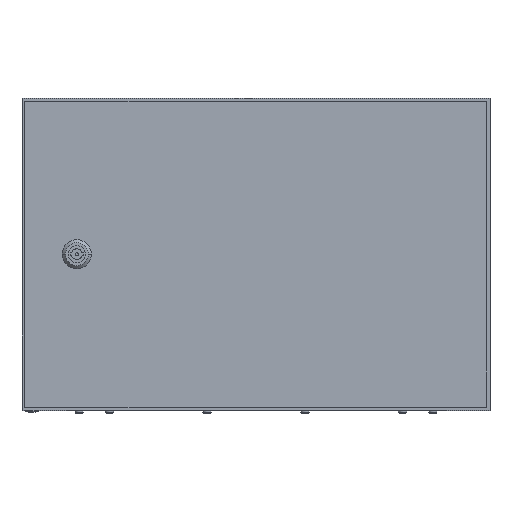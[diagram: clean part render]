
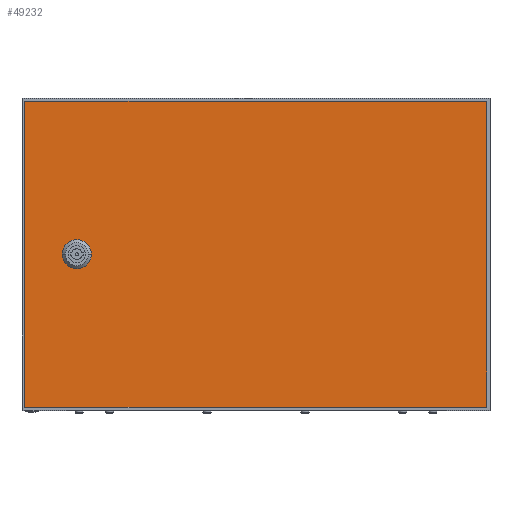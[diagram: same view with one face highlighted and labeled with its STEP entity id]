
A CAD part, top view. The second image highlights one B-rep face of the part: STEP entity #49232.
In plain terms, the highlighted planar face has unit normal (0, 0, 1).
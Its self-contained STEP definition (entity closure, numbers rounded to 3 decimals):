
#100 = LINE ( 'NONE', #18304, #52452 ) ;
#1676 = ORIENTED_EDGE ( 'NONE', *, *, #9791, .T. ) ;
#3722 = EDGE_CURVE ( 'NONE', #26086, #46493, #4428, .T. ) ;
#4093 = ORIENTED_EDGE ( 'NONE', *, *, #15829, .T. ) ;
#4428 = LINE ( 'NONE', #24427, #54234 ) ;
#5500 = CIRCLE ( 'NONE', #17313, 14. ) ;
#5554 = CARTESIAN_POINT ( 'NONE',  ( 66.72, 150., 16.85 ) ) ;
#6145 = DIRECTION ( 'NONE',  ( 1., 0., 0. ) ) ;
#9791 = EDGE_CURVE ( 'NONE', #60471, #26086, #100, .T. ) ;
#11595 = CARTESIAN_POINT ( 'NONE',  ( 2.72, 297., 16.85 ) ) ;
#12298 = EDGE_CURVE ( 'NONE', #41898, #60471, #49129, .T. ) ;
#12304 = VECTOR ( 'NONE', #21129, 1000. ) ;
#13450 = EDGE_CURVE ( 'NONE', #38049, #23714, #40062, .T. ) ;
#15255 = CARTESIAN_POINT ( 'NONE',  ( 2.72, 297., 16.85 ) ) ;
#15272 = ORIENTED_EDGE ( 'NONE', *, *, #3722, .T. ) ;
#15829 = EDGE_CURVE ( 'NONE', #46493, #41898, #60855, .T. ) ;
#17313 = AXIS2_PLACEMENT_3D ( 'NONE', #53117, #52219, #19628 ) ;
#18304 = CARTESIAN_POINT ( 'NONE',  ( 2.72, 297., 16.85 ) ) ;
#19628 = DIRECTION ( 'NONE',  ( -1., 0., 0. ) ) ;
#19928 = ORIENTED_EDGE ( 'NONE', *, *, #13450, .T. ) ;
#20023 = FACE_OUTER_BOUND ( 'NONE', #22974, .T. ) ;
#21129 = DIRECTION ( 'NONE',  ( -1., 0., 0. ) ) ;
#21841 = CARTESIAN_POINT ( 'NONE',  ( 52.72, 150., 16.85 ) ) ;
#22974 = EDGE_LOOP ( 'NONE', ( #1676, #15272, #4093, #25129 ) ) ;
#23003 = DIRECTION ( 'NONE',  ( 0., 1., 0. ) ) ;
#23714 = VERTEX_POINT ( 'NONE', #5554 ) ;
#24427 = CARTESIAN_POINT ( 'NONE',  ( 2.72, 3., 16.85 ) ) ;
#25129 = ORIENTED_EDGE ( 'NONE', *, *, #12298, .T. ) ;
#26086 = VERTEX_POINT ( 'NONE', #32801 ) ;
#29094 = ORIENTED_EDGE ( 'NONE', *, *, #37383, .T. ) ;
#29255 = DIRECTION ( 'NONE',  ( 0., 0., 1. ) ) ;
#29561 = FACE_BOUND ( 'NONE', #47317, .T. ) ;
#32801 = CARTESIAN_POINT ( 'NONE',  ( 2.72, 3., 16.85 ) ) ;
#36615 = VECTOR ( 'NONE', #23003, 1000. ) ;
#37133 = DIRECTION ( 'NONE',  ( 0., -1., 0. ) ) ;
#37383 = EDGE_CURVE ( 'NONE', #23714, #38049, #5500, .T. ) ;
#37436 = DIRECTION ( 'NONE',  ( 1., 0., 0. ) ) ;
#38049 = VERTEX_POINT ( 'NONE', #60375 ) ;
#40062 = CIRCLE ( 'NONE', #42038, 14. ) ;
#40946 = DIRECTION ( 'NONE',  ( 0., 0., -1. ) ) ;
#41057 = CARTESIAN_POINT ( 'NONE',  ( 446.72, 3., 16.85 ) ) ;
#41540 = DIRECTION ( 'NONE',  ( -1., 0., 0. ) ) ;
#41898 = VERTEX_POINT ( 'NONE', #58414 ) ;
#42038 = AXIS2_PLACEMENT_3D ( 'NONE', #21841, #40946, #41540 ) ;
#42082 = CARTESIAN_POINT ( 'NONE',  ( 446.72, 297., 16.85 ) ) ;
#46493 = VERTEX_POINT ( 'NONE', #41057 ) ;
#47317 = EDGE_LOOP ( 'NONE', ( #19928, #29094 ) ) ;
#49055 = AXIS2_PLACEMENT_3D ( 'NONE', #57531, #29255, #6145 ) ;
#49129 = LINE ( 'NONE', #11595, #12304 ) ;
#49232 = ADVANCED_FACE ( 'NONE', ( #29561, #20023 ), #52614, .T. ) ;
#52219 = DIRECTION ( 'NONE',  ( 0., 0., -1. ) ) ;
#52452 = VECTOR ( 'NONE', #37133, 1000. ) ;
#52614 = PLANE ( 'NONE',  #49055 ) ;
#53117 = CARTESIAN_POINT ( 'NONE',  ( 52.72, 150., 16.85 ) ) ;
#54234 = VECTOR ( 'NONE', #37436, 1000. ) ;
#57531 = CARTESIAN_POINT ( 'NONE',  ( 0., 0., 16.85 ) ) ;
#58414 = CARTESIAN_POINT ( 'NONE',  ( 446.72, 297., 16.85 ) ) ;
#60375 = CARTESIAN_POINT ( 'NONE',  ( 38.72, 150., 16.85 ) ) ;
#60471 = VERTEX_POINT ( 'NONE', #15255 ) ;
#60855 = LINE ( 'NONE', #42082, #36615 ) ;
